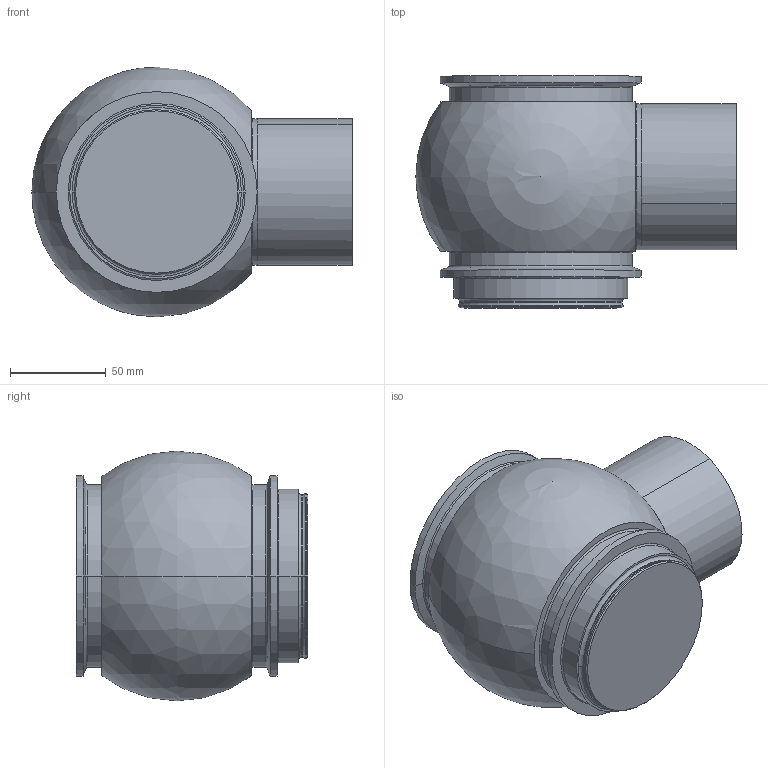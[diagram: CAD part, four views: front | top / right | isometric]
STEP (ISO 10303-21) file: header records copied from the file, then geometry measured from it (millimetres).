
FILE_DESCRIPTION (( 'STEP AP203' ), '1' );
FILE_NAME ('119025.STEP', '2018-04-30T19:32:25', ( '' ), ( '' ), 'SwSTEP 2.0', 'SolidWorks 2014', '' );
FILE_SCHEMA (( 'CONFIG_CONTROL_DESIGN' ));
Length unit declared in the file: inch
Products named in the file (1): 119025
Bounding box: 166.93 x 120.85 x 130.15 mm (x, y, z)
Volume: 1410317.6 mm3; surface area: 77986.1 mm2
Topology: 1 solids, 1 shells, 50 faces, 109 edges, 63 vertices
Faces by surface type: cylinder 18, torus 15, plane 8, cone 6, sphere 2, bspline 1
Entity records: 1434 total; most frequent: DIRECTION 278, CARTESIAN_POINT 237, ORIENTED_EDGE 208, AXIS2_PLACEMENT_3D 125, EDGE_CURVE 104, CIRCLE 75, VERTEX_POINT 60, EDGE_LOOP 54
